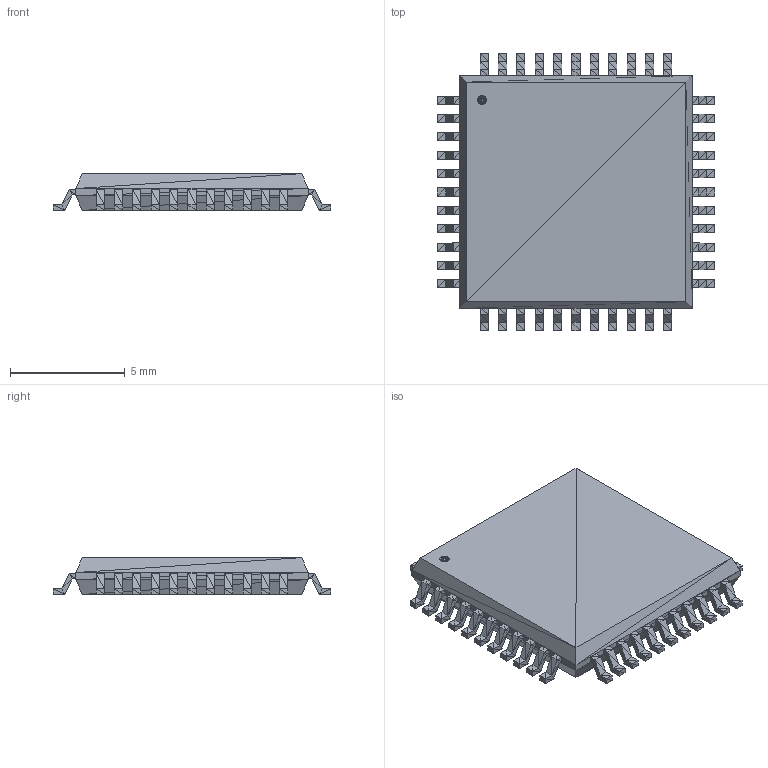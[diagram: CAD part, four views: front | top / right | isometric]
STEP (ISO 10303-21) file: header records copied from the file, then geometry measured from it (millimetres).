
FILE_DESCRIPTION(('STEP AP214'),'1');
FILE_NAME('44ML-M','2018-09-17T09:35:13',(''),(''),'','','');
FILE_SCHEMA(('AUTOMOTIVE_DESIGN'));
Length unit declared in the file: millimetre
Products named in the file (1): product
Bounding box: 12.09 x 12.09 x 1.6 mm (x, y, z)
Surface area: 332.4 mm2 (no closed solid volume)
Topology: 0 solids, 1388 shells, 1388 faces, 4164 edges, 4164 vertices
Faces by surface type: plane 1388
Entity records: 45863 total; most frequent: CARTESIAN_POINT 9717, DIRECTION 6942, ORIENTED_EDGE 4164, EDGE_CURVE 4164, VERTEX_POINT 4164, LINE 4164, VECTOR 4164, AXIS2_PLACEMENT_3D 1389
